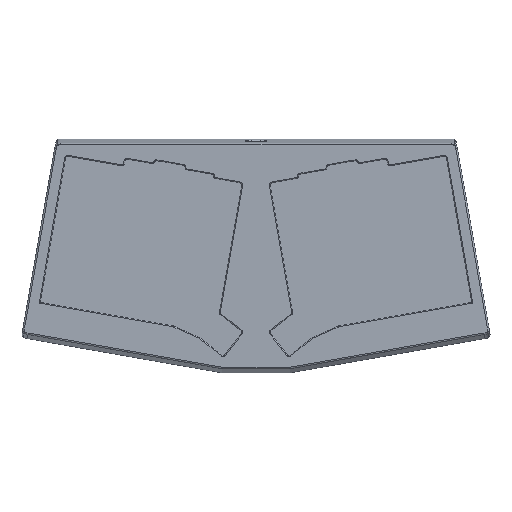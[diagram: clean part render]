
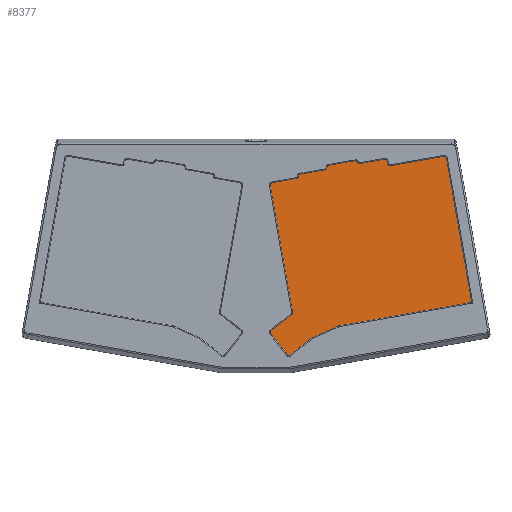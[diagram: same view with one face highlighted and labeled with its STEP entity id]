
A CAD part, top view. The second image highlights one B-rep face of the part: STEP entity #8377.
In plain terms, the highlighted planar face has unit normal (0, 0, 1).
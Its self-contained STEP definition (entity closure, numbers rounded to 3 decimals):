
#374=PLANE('',#9181);
#888=LINE('',#17551,#1495);
#889=LINE('',#17553,#1496);
#890=LINE('',#17555,#1497);
#891=LINE('',#17559,#1498);
#892=LINE('',#17563,#1499);
#893=LINE('',#17567,#1500);
#894=LINE('',#17570,#1501);
#1495=VECTOR('',#11183,10.);
#1496=VECTOR('',#11184,10.);
#1497=VECTOR('',#11185,10.);
#1498=VECTOR('',#11188,10.);
#1499=VECTOR('',#11191,10.);
#1500=VECTOR('',#11194,10.);
#1501=VECTOR('',#11197,10.);
#2217=FACE_OUTER_BOUND('',#2747,.T.);
#2747=EDGE_LOOP('',(#7346,#7347,#7348,#7349,#7350,#7351,#7352,#7353,#7354,
#7355,#7356,#7357));
#3286=CIRCLE('',#9179,1.);
#3287=CIRCLE('',#9182,1.3);
#3288=CIRCLE('',#9183,1.3);
#3289=CIRCLE('',#9184,2.525);
#3290=CIRCLE('',#9185,2.);
#4004=VERTEX_POINT('',#17541);
#4005=VERTEX_POINT('',#17542);
#4008=VERTEX_POINT('',#17550);
#4009=VERTEX_POINT('',#17552);
#4010=VERTEX_POINT('',#17554);
#4011=VERTEX_POINT('',#17556);
#4012=VERTEX_POINT('',#17558);
#4013=VERTEX_POINT('',#17560);
#4014=VERTEX_POINT('',#17562);
#4015=VERTEX_POINT('',#17564);
#4016=VERTEX_POINT('',#17566);
#4017=VERTEX_POINT('',#17568);
#5155=EDGE_CURVE('',#4004,#4005,#3286,.T.);
#5159=EDGE_CURVE('',#4004,#4008,#888,.T.);
#5160=EDGE_CURVE('',#4009,#4008,#889,.T.);
#5161=EDGE_CURVE('',#4010,#4009,#890,.T.);
#5162=EDGE_CURVE('',#4010,#4011,#3287,.T.);
#5163=EDGE_CURVE('',#4012,#4011,#891,.T.);
#5164=EDGE_CURVE('',#4012,#4013,#3288,.T.);
#5165=EDGE_CURVE('',#4014,#4013,#892,.T.);
#5166=EDGE_CURVE('',#4015,#4014,#3289,.F.);
#5167=EDGE_CURVE('',#4015,#4016,#893,.T.);
#5168=EDGE_CURVE('',#4017,#4016,#3290,.T.);
#5169=EDGE_CURVE('',#4017,#4005,#894,.T.);
#7346=ORIENTED_EDGE('',*,*,#5155,.F.);
#7347=ORIENTED_EDGE('',*,*,#5159,.T.);
#7348=ORIENTED_EDGE('',*,*,#5160,.F.);
#7349=ORIENTED_EDGE('',*,*,#5161,.F.);
#7350=ORIENTED_EDGE('',*,*,#5162,.T.);
#7351=ORIENTED_EDGE('',*,*,#5163,.F.);
#7352=ORIENTED_EDGE('',*,*,#5164,.T.);
#7353=ORIENTED_EDGE('',*,*,#5165,.F.);
#7354=ORIENTED_EDGE('',*,*,#5166,.F.);
#7355=ORIENTED_EDGE('',*,*,#5167,.T.);
#7356=ORIENTED_EDGE('',*,*,#5168,.F.);
#7357=ORIENTED_EDGE('',*,*,#5169,.T.);
#8377=ADVANCED_FACE('',(#2217),#374,.T.);
#9179=AXIS2_PLACEMENT_3D('',#17543,#11175,#11176);
#9181=AXIS2_PLACEMENT_3D('',#17549,#11181,#11182);
#9182=AXIS2_PLACEMENT_3D('',#17557,#11186,#11187);
#9183=AXIS2_PLACEMENT_3D('',#17561,#11189,#11190);
#9184=AXIS2_PLACEMENT_3D('',#17565,#11192,#11193);
#9185=AXIS2_PLACEMENT_3D('',#17569,#11195,#11196);
#11175=DIRECTION('center_axis',(0.,0.,-1.));
#11176=DIRECTION('ref_axis',(-0.707,0.707,0.));
#11181=DIRECTION('center_axis',(0.,0.,1.));
#11182=DIRECTION('ref_axis',(1.,0.,0.));
#11183=DIRECTION('',(0.,-1.,0.));
#11184=DIRECTION('',(-1.,0.,0.));
#11185=DIRECTION('',(-0.985,-0.174,0.));
#11186=DIRECTION('center_axis',(0.,0.,1.));
#11187=DIRECTION('ref_axis',(0.819,-0.574,0.));
#11188=DIRECTION('',(0.174,-0.985,0.));
#11189=DIRECTION('center_axis',(0.,0.,1.));
#11190=DIRECTION('ref_axis',(0.643,0.766,0.));
#11191=DIRECTION('',(1.,0.,0.));
#11192=DIRECTION('center_axis',(0.,0.,-1.));
#11193=DIRECTION('ref_axis',(-0.707,-0.707,0.));
#11194=DIRECTION('',(0.,-1.,0.));
#11195=DIRECTION('center_axis',(0.,0.,1.));
#11196=DIRECTION('ref_axis',(0.707,-0.707,0.));
#11197=DIRECTION('',(-1.,0.,0.));
#17541=CARTESIAN_POINT('',(3.,50.898,-7.333));
#17542=CARTESIAN_POINT('',(4.,51.898,-7.333));
#17543=CARTESIAN_POINT('Origin',(4.,50.898,-7.333));
#17549=CARTESIAN_POINT('Origin',(0.,0.,
-7.333));
#17550=CARTESIAN_POINT('',(3.,-64.707,-7.333));
#17551=CARTESIAN_POINT('',(3.,-3.202,-7.333));
#17552=CARTESIAN_POINT('',(21.121,-64.707,-7.333));
#17553=CARTESIAN_POINT('',(10.56,-64.707,-7.333));
#17554=CARTESIAN_POINT('',(140.723,-43.618,-7.333));
#17555=CARTESIAN_POINT('',(76.853,-54.88,-7.333));
#17556=CARTESIAN_POINT('',(141.778,-42.112,-7.333));
#17557=CARTESIAN_POINT('Origin',(140.497,-42.338,-7.333));
#17558=CARTESIAN_POINT('',(123.132,63.633,-7.333));
#17559=CARTESIAN_POINT('',(126.622,43.842,-7.333));
#17560=CARTESIAN_POINT('',(121.852,64.707,-7.333));
#17561=CARTESIAN_POINT('Origin',(121.852,63.407,-7.333));
#17562=CARTESIAN_POINT('',(12.525,64.707,-7.333));
#17563=CARTESIAN_POINT('',(-61.471,64.707,-7.333));
#17564=CARTESIAN_POINT('',(10.,67.232,-7.333));
#17565=CARTESIAN_POINT('Origin',(12.525,67.232,-7.333));
#17566=CARTESIAN_POINT('',(10.,53.898,-7.333));
#17567=CARTESIAN_POINT('',(10.,35.449,-7.333));
#17568=CARTESIAN_POINT('',(8.,51.898,-7.333));
#17569=CARTESIAN_POINT('Origin',(8.,53.898,-7.333));
#17570=CARTESIAN_POINT('',(5.,51.898,-7.333));
